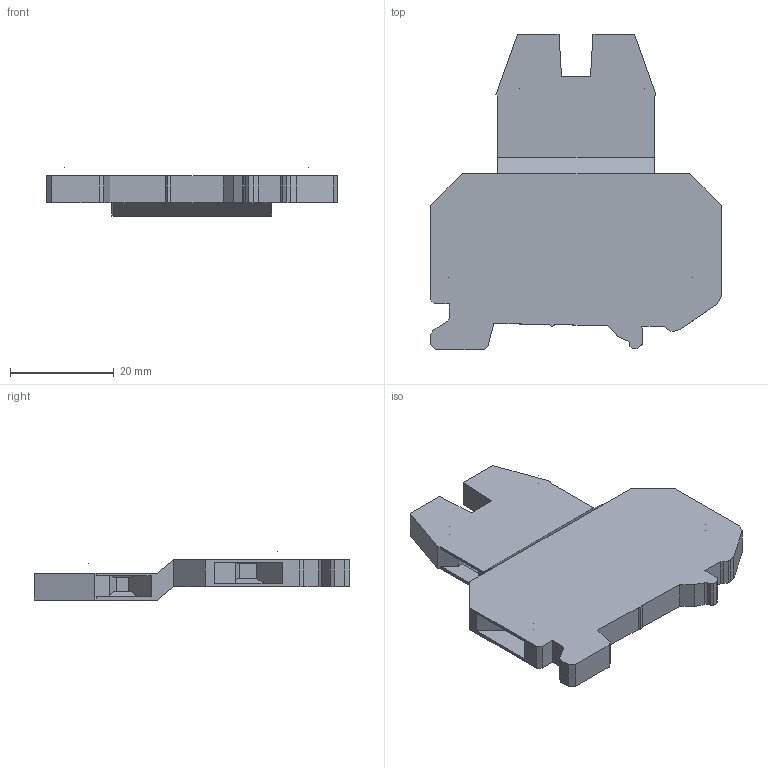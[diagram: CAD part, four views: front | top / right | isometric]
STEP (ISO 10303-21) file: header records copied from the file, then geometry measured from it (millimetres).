
FILE_DESCRIPTION( ('This file contains a STEP AP42 implementation' ,'as created by ZW3D STEP Interface translator.') ,'2;1' );
FILE_NAME( 'GUKK3縐褐樓蝶20190515.stp' ,'2211 8.161157', (''), ('ZWCAD Software Co.'), 'Version 1.0', 'ZW3D to STEP translator', '' );
FILE_SCHEMA(('AUTOMOTIVE_DESIGN'));
Length unit declared in the file: millimetre
Products named in the file (2): 0; GUKK3縐褐樓蝶20190515
Bounding box: 56.1 x 60.9 x 9.28 mm (x, y, z)
Volume: 11234.2 mm3; surface area: 6960.9 mm2
Topology: 1 solids, 1 shells, 130 faces, 344 edges, 230 vertices
Faces by surface type: bspline 130
Entity records: 4425 total; most frequent: CARTESIAN_POINT 2219, ORIENTED_EDGE 688, EDGE_CURVE 344, B_SPLINE_CURVE_WITH_KNOTS 265, VERTEX_POINT 230, EDGE_LOOP 144, FACE_OUTER_BOUND 130, ADVANCED_FACE 130
